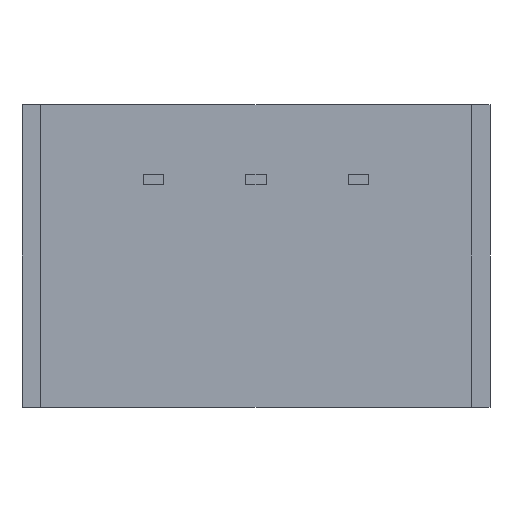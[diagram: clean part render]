
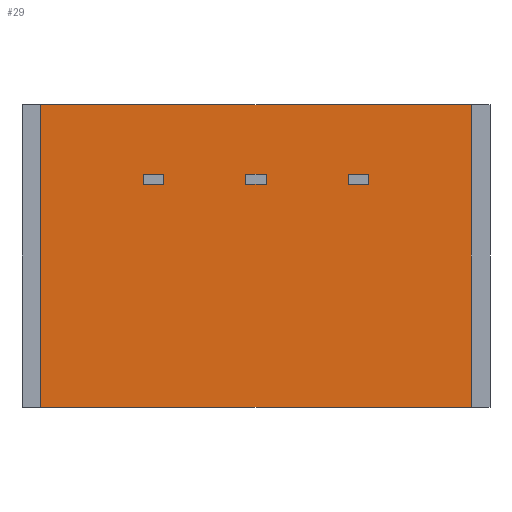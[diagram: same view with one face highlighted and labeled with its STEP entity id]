
A CAD part, front view. The second image highlights one B-rep face of the part: STEP entity #29.
In plain terms, the highlighted planar face has unit normal (0, -1, 0).
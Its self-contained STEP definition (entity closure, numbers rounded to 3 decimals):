
#29=ADVANCED_FACE('',(#58),#412,.T.);
#58=FACE_OUTER_BOUND('',#87,.T.);
#87=EDGE_LOOP('',(#119,#120,#121,#122));
#119=ORIENTED_EDGE('',*,*,#243,.T.);
#120=ORIENTED_EDGE('',*,*,#244,.T.);
#121=ORIENTED_EDGE('',*,*,#245,.T.);
#122=ORIENTED_EDGE('',*,*,#240,.F.);
#240=EDGE_CURVE('',#368,#369,#304,.T.);
#243=EDGE_CURVE('',#368,#371,#307,.T.);
#244=EDGE_CURVE('',#371,#372,#308,.T.);
#245=EDGE_CURVE('',#372,#369,#309,.T.);
#304=B_SPLINE_CURVE_WITH_KNOTS('',1,(#626,#627),.UNSPECIFIED.,.F.,.F.,(2,
2),(-7.5,0.),.UNSPECIFIED.);
#307=B_SPLINE_CURVE_WITH_KNOTS('',1,(#632,#633),.UNSPECIFIED.,.F.,.F.,(2,
2),(-10.68,0.),.UNSPECIFIED.);
#308=B_SPLINE_CURVE_WITH_KNOTS('',1,(#634,#635),.UNSPECIFIED.,.F.,.F.,(2,
2),(-7.5,0.),.UNSPECIFIED.);
#309=B_SPLINE_CURVE_WITH_KNOTS('',1,(#636,#637),.UNSPECIFIED.,.F.,.F.,(2,
2),(0.,10.68),.UNSPECIFIED.);
#368=VERTEX_POINT('',#609);
#369=VERTEX_POINT('',#610);
#371=VERTEX_POINT('',#612);
#372=VERTEX_POINT('',#613);
#412=PLANE('',#529);
#529=AXIS2_PLACEMENT_3D('',#599,#563,$);
#563=DIRECTION('',(0.,-1.,0.));
#599=CARTESIAN_POINT('',(127.932,58.975,5.857));
#609=CARTESIAN_POINT('',(127.942,58.975,-1.653));
#610=CARTESIAN_POINT('',(127.942,58.975,5.847));
#612=CARTESIAN_POINT('',(138.622,58.975,-1.653));
#613=CARTESIAN_POINT('',(138.622,58.975,5.847));
#626=CARTESIAN_POINT('',(127.942,58.975,-1.653));
#627=CARTESIAN_POINT('',(127.942,58.975,5.847));
#632=CARTESIAN_POINT('',(127.942,58.975,-1.653));
#633=CARTESIAN_POINT('',(138.622,58.975,-1.653));
#634=CARTESIAN_POINT('',(138.622,58.975,-1.653));
#635=CARTESIAN_POINT('',(138.622,58.975,5.847));
#636=CARTESIAN_POINT('',(138.622,58.975,5.847));
#637=CARTESIAN_POINT('',(127.942,58.975,5.847));
